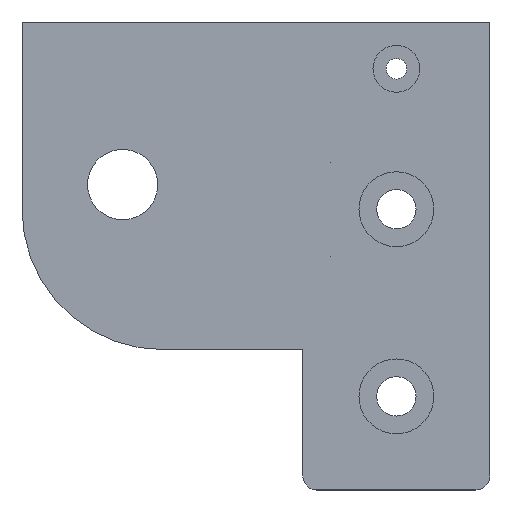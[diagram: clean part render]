
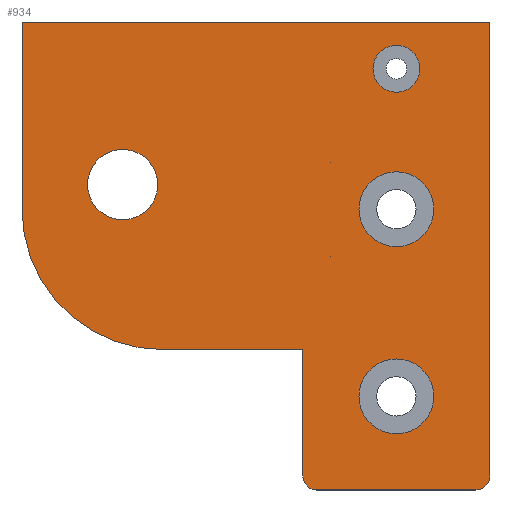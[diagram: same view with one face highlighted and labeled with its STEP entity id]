
A CAD part, left-side view. The second image highlights one B-rep face of the part: STEP entity #934.
In plain terms, the highlighted planar face has unit normal (-1, 0, 0).
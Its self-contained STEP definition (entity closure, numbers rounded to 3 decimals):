
#50=FACE_BOUND('',#143,.T.);
#51=FACE_BOUND('',#144,.T.);
#52=FACE_BOUND('',#145,.T.);
#53=FACE_BOUND('',#146,.T.);
#54=FACE_BOUND('',#147,.T.);
#55=FACE_BOUND('',#148,.T.);
#81=FACE_OUTER_BOUND('',#142,.T.);
#142=EDGE_LOOP('',(#761,#762,#763,#764,#765,#766,#767,#768,#769));
#143=EDGE_LOOP('',(#770));
#144=EDGE_LOOP('',(#771));
#145=EDGE_LOOP('',(#772));
#146=EDGE_LOOP('',(#773));
#147=EDGE_LOOP('',(#774,#775,#776));
#148=EDGE_LOOP('',(#777,#778,#779));
#194=CIRCLE('',#996,7.5);
#208=CIRCLE('',#1014,5.);
#211=CIRCLE('',#1019,8.);
#214=CIRCLE('',#1024,8.);
#217=CIRCLE('',#1031,1.5);
#218=CIRCLE('',#1033,1.5);
#219=CIRCLE('',#1037,1.5);
#220=CIRCLE('',#1039,1.5);
#221=CIRCLE('',#1043,3.);
#222=CIRCLE('',#1046,3.);
#223=CIRCLE('',#1049,30.);
#265=LINE('',#1543,#349);
#270=LINE('',#1557,#354);
#272=LINE('',#1562,#356);
#276=LINE('',#1571,#360);
#279=LINE('',#1579,#363);
#280=LINE('',#1582,#364);
#281=LINE('',#1584,#365);
#282=LINE('',#1587,#366);
#349=VECTOR('',#1240,10.);
#354=VECTOR('',#1257,10.);
#356=VECTOR('',#1261,10.);
#360=VECTOR('',#1271,10.);
#363=VECTOR('',#1280,10.);
#364=VECTOR('',#1283,10.);
#365=VECTOR('',#1284,10.);
#366=VECTOR('',#1287,10.);
#429=VERTEX_POINT('',#1440);
#457=VERTEX_POINT('',#1502);
#460=VERTEX_POINT('',#1511);
#463=VERTEX_POINT('',#1520);
#466=VERTEX_POINT('',#1533);
#467=VERTEX_POINT('',#1535);
#468=VERTEX_POINT('',#1539);
#469=VERTEX_POINT('',#1547);
#470=VERTEX_POINT('',#1549);
#471=VERTEX_POINT('',#1553);
#472=VERTEX_POINT('',#1559);
#473=VERTEX_POINT('',#1561);
#474=VERTEX_POINT('',#1565);
#475=VERTEX_POINT('',#1569);
#476=VERTEX_POINT('',#1573);
#477=VERTEX_POINT('',#1577);
#478=VERTEX_POINT('',#1581);
#479=VERTEX_POINT('',#1583);
#480=VERTEX_POINT('',#1585);
#519=EDGE_CURVE('',#429,#429,#194,.T.);
#548=EDGE_CURVE('',#457,#457,#208,.T.);
#552=EDGE_CURVE('',#460,#460,#211,.T.);
#556=EDGE_CURVE('',#463,#463,#214,.T.);
#563=EDGE_CURVE('',#466,#467,#217,.T.);
#566=EDGE_CURVE('',#468,#466,#218,.T.);
#567=EDGE_CURVE('',#467,#468,#265,.T.);
#570=EDGE_CURVE('',#469,#470,#219,.T.);
#573=EDGE_CURVE('',#471,#469,#220,.T.);
#574=EDGE_CURVE('',#470,#471,#270,.T.);
#576=EDGE_CURVE('',#472,#473,#272,.T.);
#579=EDGE_CURVE('',#474,#472,#221,.T.);
#581=EDGE_CURVE('',#475,#474,#276,.T.);
#583=EDGE_CURVE('',#476,#475,#222,.T.);
#585=EDGE_CURVE('',#477,#476,#279,.T.);
#586=EDGE_CURVE('',#478,#477,#280,.T.);
#587=EDGE_CURVE('',#479,#478,#281,.T.);
#588=EDGE_CURVE('',#480,#479,#223,.T.);
#589=EDGE_CURVE('',#473,#480,#282,.T.);
#761=ORIENTED_EDGE('',*,*,#585,.F.);
#762=ORIENTED_EDGE('',*,*,#586,.F.);
#763=ORIENTED_EDGE('',*,*,#587,.F.);
#764=ORIENTED_EDGE('',*,*,#588,.F.);
#765=ORIENTED_EDGE('',*,*,#589,.F.);
#766=ORIENTED_EDGE('',*,*,#576,.F.);
#767=ORIENTED_EDGE('',*,*,#579,.F.);
#768=ORIENTED_EDGE('',*,*,#581,.F.);
#769=ORIENTED_EDGE('',*,*,#583,.F.);
#770=ORIENTED_EDGE('',*,*,#519,.T.);
#771=ORIENTED_EDGE('',*,*,#548,.F.);
#772=ORIENTED_EDGE('',*,*,#552,.F.);
#773=ORIENTED_EDGE('',*,*,#556,.F.);
#774=ORIENTED_EDGE('',*,*,#574,.F.);
#775=ORIENTED_EDGE('',*,*,#570,.F.);
#776=ORIENTED_EDGE('',*,*,#573,.F.);
#777=ORIENTED_EDGE('',*,*,#567,.F.);
#778=ORIENTED_EDGE('',*,*,#563,.F.);
#779=ORIENTED_EDGE('',*,*,#566,.F.);
#894=PLANE('',#1048);
#934=ADVANCED_FACE('',(#81,#50,#51,#52,#53,#54,#55),#894,.F.);
#996=AXIS2_PLACEMENT_3D('',#1442,#1139,#1140);
#1014=AXIS2_PLACEMENT_3D('',#1503,#1190,#1191);
#1019=AXIS2_PLACEMENT_3D('',#1512,#1201,#1202);
#1024=AXIS2_PLACEMENT_3D('',#1521,#1212,#1213);
#1031=AXIS2_PLACEMENT_3D('',#1536,#1230,#1231);
#1033=AXIS2_PLACEMENT_3D('',#1541,#1236,#1237);
#1037=AXIS2_PLACEMENT_3D('',#1550,#1247,#1248);
#1039=AXIS2_PLACEMENT_3D('',#1555,#1253,#1254);
#1043=AXIS2_PLACEMENT_3D('',#1567,#1266,#1267);
#1046=AXIS2_PLACEMENT_3D('',#1575,#1275,#1276);
#1048=AXIS2_PLACEMENT_3D('',#1580,#1281,#1282);
#1049=AXIS2_PLACEMENT_3D('',#1586,#1285,#1286);
#1139=DIRECTION('center_axis',(1.,0.,0.));
#1140=DIRECTION('ref_axis',(0.,-1.,0.));
#1190=DIRECTION('center_axis',(-1.,0.,0.));
#1191=DIRECTION('ref_axis',(0.,-1.,0.));
#1201=DIRECTION('center_axis',(-1.,0.,0.));
#1202=DIRECTION('ref_axis',(0.,-1.,0.));
#1212=DIRECTION('center_axis',(-1.,0.,0.));
#1213=DIRECTION('ref_axis',(0.,-1.,0.));
#1230=DIRECTION('center_axis',(1.,0.,0.));
#1231=DIRECTION('ref_axis',(0.,0.039,0.999));
#1236=DIRECTION('center_axis',(1.,0.,0.));
#1237=DIRECTION('ref_axis',(0.,0.,
1.));
#1240=DIRECTION('',(0.,1.,0.));
#1247=DIRECTION('center_axis',(1.,0.,0.));
#1248=DIRECTION('ref_axis',(0.,-0.039,-0.999));
#1253=DIRECTION('center_axis',(1.,0.,0.));
#1254=DIRECTION('ref_axis',(0.,0.,
-1.));
#1257=DIRECTION('',(0.,-1.,0.));
#1261=DIRECTION('',(0.,0.,1.));
#1266=DIRECTION('center_axis',(1.,0.,0.));
#1267=DIRECTION('ref_axis',(0.,0.,-1.));
#1271=DIRECTION('',(0.,1.,0.));
#1275=DIRECTION('center_axis',(1.,0.,0.));
#1276=DIRECTION('ref_axis',(0.,-1.,0.));
#1280=DIRECTION('',(0.,0.,-1.));
#1281=DIRECTION('center_axis',(1.,0.,0.));
#1282=DIRECTION('ref_axis',(0.,-1.,0.));
#1283=DIRECTION('',(0.,-1.,0.));
#1284=DIRECTION('',(0.,0.,1.));
#1285=DIRECTION('center_axis',(1.,0.,0.));
#1286=DIRECTION('ref_axis',(0.,0.,-1.));
#1287=DIRECTION('',(0.,1.,0.));
#1440=CARTESIAN_POINT('',(-328.801,626.,-124.054));
#1442=CARTESIAN_POINT('Origin',(-328.801,618.5,-124.054));
#1502=CARTESIAN_POINT('',(-328.801,565.,-99.313));
#1503=CARTESIAN_POINT('Origin',(-328.801,560.,-99.313));
#1511=CARTESIAN_POINT('',(-328.801,568.,-169.313));
#1512=CARTESIAN_POINT('Origin',(-328.801,560.,-169.313));
#1520=CARTESIAN_POINT('',(-328.801,568.,-129.313));
#1521=CARTESIAN_POINT('Origin',(-328.801,560.,-129.313));
#1533=CARTESIAN_POINT('',(-328.801,574.058,-119.246));
#1535=CARTESIAN_POINT('',(-328.801,574.,-119.245));
#1536=CARTESIAN_POINT('Origin',(-328.801,574.,-120.745));
#1539=CARTESIAN_POINT('',(-328.801,574.117,-119.245));
#1541=CARTESIAN_POINT('Origin',(-328.801,574.117,-120.745));
#1543=CARTESIAN_POINT('',(-328.801,574.117,-119.245));
#1547=CARTESIAN_POINT('',(-328.801,574.058,-139.38));
#1549=CARTESIAN_POINT('',(-328.801,574.117,-139.381));
#1550=CARTESIAN_POINT('Origin',(-328.801,574.117,-137.881));
#1553=CARTESIAN_POINT('',(-328.801,574.,-139.381));
#1555=CARTESIAN_POINT('Origin',(-328.801,574.,-137.881));
#1557=CARTESIAN_POINT('',(-328.801,574.,-139.381));
#1559=CARTESIAN_POINT('',(-328.801,580.,-186.313));
#1561=CARTESIAN_POINT('',(-328.801,580.,-159.313));
#1562=CARTESIAN_POINT('',(-328.801,580.,-186.313));
#1565=CARTESIAN_POINT('',(-328.801,577.,-189.313));
#1567=CARTESIAN_POINT('Origin',(-328.801,577.,-186.313));
#1569=CARTESIAN_POINT('',(-328.801,543.,-189.313));
#1571=CARTESIAN_POINT('',(-328.801,543.,-189.313));
#1573=CARTESIAN_POINT('',(-328.801,540.,-186.313));
#1575=CARTESIAN_POINT('Origin',(-328.801,543.,-186.313));
#1577=CARTESIAN_POINT('',(-328.801,540.,-89.313));
#1579=CARTESIAN_POINT('',(-328.801,540.,-109.313));
#1580=CARTESIAN_POINT('Origin',(-328.801,560.,-139.313));
#1581=CARTESIAN_POINT('',(-328.801,640.,-89.313));
#1582=CARTESIAN_POINT('',(-328.801,580.,-89.313));
#1583=CARTESIAN_POINT('',(-328.801,640.,-129.313));
#1584=CARTESIAN_POINT('',(-328.801,640.,-89.313));
#1585=CARTESIAN_POINT('',(-328.801,610.,-159.313));
#1586=CARTESIAN_POINT('Origin',(-328.801,610.,-129.313));
#1587=CARTESIAN_POINT('',(-328.801,610.,-159.313));
